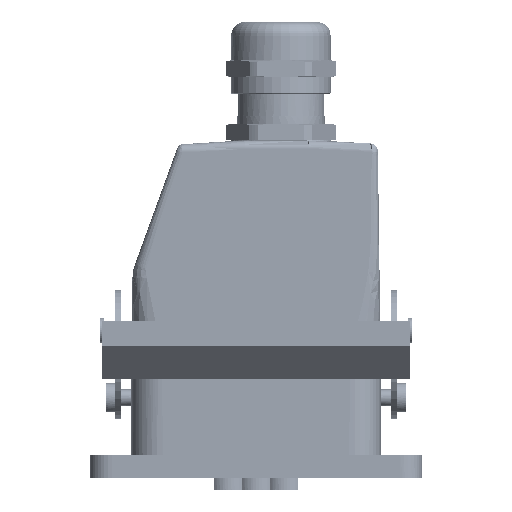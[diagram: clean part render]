
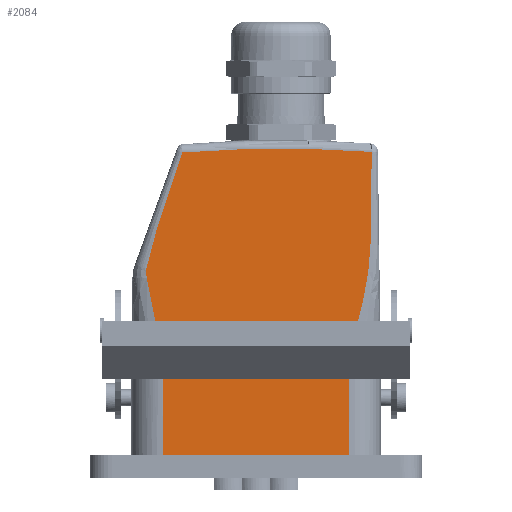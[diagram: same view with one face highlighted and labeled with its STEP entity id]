
A CAD part, left-side view. The second image highlights one B-rep face of the part: STEP entity #2084.
In plain terms, the highlighted planar face has unit normal (-1, 0, 0).
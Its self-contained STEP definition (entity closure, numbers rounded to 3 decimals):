
#1931=AXIS2_PLACEMENT_3D('Plane Axis2P3D',#1928,#1929,#1930) ;
#1991=AXIS2_PLACEMENT_3D('Circle Axis2P3D',#1989,#1990,$) ;
#1928=CARTESIAN_POINT('Axis2P3D Location',(19.5,10.,26.7)) ;
#1933=CARTESIAN_POINT('Line Origine',(19.5,17.5,20.3)) ;
#1937=CARTESIAN_POINT('Vertex',(19.5,17.5,8.4)) ;
#1939=CARTESIAN_POINT('Vertex',(19.5,17.5,32.2)) ;
#1942=CARTESIAN_POINT('Line Origine',(19.5,17.488,32.2)) ;
#1946=CARTESIAN_POINT('Vertex',(19.5,17.477,32.2)) ;
#1950=CARTESIAN_POINT('Control Point',(19.5,12.143,81.397)) ;
#1951=CARTESIAN_POINT('Control Point',(19.5,12.143,81.312)) ;
#1952=CARTESIAN_POINT('Control Point',(19.5,12.142,81.227)) ;
#1953=CARTESIAN_POINT('Control Point',(19.5,12.142,81.168)) ;
#1954=CARTESIAN_POINT('Control Point',(19.5,12.141,80.999)) ;
#1955=CARTESIAN_POINT('Control Point',(19.5,12.141,80.825)) ;
#1956=CARTESIAN_POINT('Control Point',(19.5,12.14,80.736)) ;
#1957=CARTESIAN_POINT('Control Point',(19.5,12.14,80.571)) ;
#1958=CARTESIAN_POINT('Control Point',(19.5,12.139,80.414)) ;
#1959=CARTESIAN_POINT('Control Point',(19.5,12.139,80.334)) ;
#1960=CARTESIAN_POINT('Control Point',(19.5,12.131,77.295)) ;
#1961=CARTESIAN_POINT('Control Point',(19.5,12.138,74.256)) ;
#1962=CARTESIAN_POINT('Control Point',(19.5,12.173,71.298)) ;
#1963=CARTESIAN_POINT('Control Point',(19.5,12.213,68.136)) ;
#1964=CARTESIAN_POINT('Control Point',(19.5,12.273,64.975)) ;
#1965=CARTESIAN_POINT('Control Point',(19.5,12.28,64.627)) ;
#1966=CARTESIAN_POINT('Control Point',(19.5,12.294,63.928)) ;
#1967=CARTESIAN_POINT('Control Point',(19.5,12.309,63.231)) ;
#1968=CARTESIAN_POINT('Control Point',(19.5,12.32,62.778)) ;
#1969=CARTESIAN_POINT('Control Point',(19.5,12.337,62.094)) ;
#1970=CARTESIAN_POINT('Control Point',(19.5,12.356,61.398)) ;
#1971=CARTESIAN_POINT('Control Point',(19.5,12.362,61.185)) ;
#1972=CARTESIAN_POINT('Control Point',(19.5,12.374,60.756)) ;
#1973=CARTESIAN_POINT('Control Point',(19.5,12.388,60.324)) ;
#1974=CARTESIAN_POINT('Control Point',(19.5,12.395,60.108)) ;
#1975=CARTESIAN_POINT('Control Point',(19.5,12.458,58.276)) ;
#1976=CARTESIAN_POINT('Control Point',(19.5,12.551,56.446)) ;
#1977=CARTESIAN_POINT('Control Point',(19.5,12.682,54.834)) ;
#1978=CARTESIAN_POINT('Control Point',(19.5,13.076,51.405)) ;
#1979=CARTESIAN_POINT('Control Point',(19.5,13.691,48.002)) ;
#1980=CARTESIAN_POINT('Control Point',(19.5,14.073,46.202)) ;
#1981=CARTESIAN_POINT('Control Point',(19.5,14.976,42.323)) ;
#1982=CARTESIAN_POINT('Control Point',(19.5,15.961,38.461)) ;
#1983=CARTESIAN_POINT('Control Point',(19.5,16.49,36.376)) ;
#1984=CARTESIAN_POINT('Control Point',(19.5,16.991,34.289)) ;
#1985=CARTESIAN_POINT('Control Point',(19.5,17.477,32.2)) ;
#1986=CARTESIAN_POINT('Vertex',(19.5,12.143,81.397)) ;
#1989=CARTESIAN_POINT('Axis2P3D Location',(19.5,34.,-215.8)) ;
#1993=CARTESIAN_POINT('Vertex',(19.5,57.75,81.252)) ;
#1997=CARTESIAN_POINT('Control Point',(19.5,57.751,81.252)) ;
#1998=CARTESIAN_POINT('Control Point',(19.5,57.798,81.116)) ;
#1999=CARTESIAN_POINT('Control Point',(19.5,57.846,80.979)) ;
#2000=CARTESIAN_POINT('Control Point',(19.5,57.894,80.842)) ;
#2001=CARTESIAN_POINT('Control Point',(19.5,57.99,80.568)) ;
#2002=CARTESIAN_POINT('Control Point',(19.5,58.087,80.292)) ;
#2003=CARTESIAN_POINT('Control Point',(19.5,58.135,80.153)) ;
#2004=CARTESIAN_POINT('Control Point',(19.5,59.057,77.516)) ;
#2005=CARTESIAN_POINT('Control Point',(19.5,59.965,74.872)) ;
#2006=CARTESIAN_POINT('Control Point',(19.5,60.805,72.356)) ;
#2007=CARTESIAN_POINT('Control Point',(19.5,61.703,69.646)) ;
#2008=CARTESIAN_POINT('Control Point',(19.5,62.583,66.93)) ;
#2009=CARTESIAN_POINT('Control Point',(19.5,62.646,66.735)) ;
#2010=CARTESIAN_POINT('Control Point',(19.5,62.885,65.995)) ;
#2011=CARTESIAN_POINT('Control Point',(19.5,63.12,65.259)) ;
#2012=CARTESIAN_POINT('Control Point',(19.5,63.292,64.721)) ;
#2013=CARTESIAN_POINT('Control Point',(19.5,63.619,63.684)) ;
#2014=CARTESIAN_POINT('Control Point',(19.5,63.942,62.638)) ;
#2015=CARTESIAN_POINT('Control Point',(19.5,64.094,62.14)) ;
#2016=CARTESIAN_POINT('Control Point',(19.5,64.522,60.716)) ;
#2017=CARTESIAN_POINT('Control Point',(19.5,64.93,59.286)) ;
#2018=CARTESIAN_POINT('Control Point',(19.5,65.184,58.354)) ;
#2019=CARTESIAN_POINT('Control Point',(19.5,65.591,56.784)) ;
#2020=CARTESIAN_POINT('Control Point',(19.5,65.964,55.206)) ;
#2021=CARTESIAN_POINT('Control Point',(19.5,66.11,54.564)) ;
#2022=CARTESIAN_POINT('Control Point',(19.5,66.249,53.923)) ;
#2023=CARTESIAN_POINT('Control Point',(19.5,66.383,53.282)) ;
#2024=CARTESIAN_POINT('Vertex',(19.5,66.383,53.282)) ;
#2028=CARTESIAN_POINT('Control Point',(19.5,66.383,53.282)) ;
#2029=CARTESIAN_POINT('Control Point',(19.5,66.452,52.813)) ;
#2030=CARTESIAN_POINT('Control Point',(19.5,66.478,52.338)) ;
#2031=CARTESIAN_POINT('Control Point',(19.5,66.457,51.865)) ;
#2032=CARTESIAN_POINT('Control Point',(19.5,66.388,51.401)) ;
#2033=CARTESIAN_POINT('Control Point',(19.5,66.273,50.954)) ;
#2034=CARTESIAN_POINT('Vertex',(19.5,66.273,50.954)) ;
#2038=CARTESIAN_POINT('Control Point',(19.5,66.273,50.954)) ;
#2039=CARTESIAN_POINT('Control Point',(19.5,65.96,49.043)) ;
#2040=CARTESIAN_POINT('Control Point',(19.5,65.61,47.135)) ;
#2041=CARTESIAN_POINT('Control Point',(19.5,65.232,45.235)) ;
#2042=CARTESIAN_POINT('Control Point',(19.5,64.702,42.684)) ;
#2043=CARTESIAN_POINT('Control Point',(19.5,64.162,40.129)) ;
#2044=CARTESIAN_POINT('Control Point',(19.5,63.917,38.97)) ;
#2045=CARTESIAN_POINT('Control Point',(19.5,63.544,37.203)) ;
#2046=CARTESIAN_POINT('Control Point',(19.5,63.176,35.439)) ;
#2047=CARTESIAN_POINT('Control Point',(19.5,62.961,34.393)) ;
#2048=CARTESIAN_POINT('Control Point',(19.5,62.74,33.301)) ;
#2049=CARTESIAN_POINT('Control Point',(19.5,62.52,32.2)) ;
#2050=CARTESIAN_POINT('Vertex',(19.5,62.52,32.2)) ;
#2053=CARTESIAN_POINT('Line Origine',(19.5,62.51,32.2)) ;
#2057=CARTESIAN_POINT('Vertex',(19.5,62.5,32.2)) ;
#2060=CARTESIAN_POINT('Line Origine',(19.5,62.5,20.3)) ;
#2064=CARTESIAN_POINT('Vertex',(19.5,62.5,8.4)) ;
#2067=CARTESIAN_POINT('Line Origine',(19.5,40.,8.4)) ;
#1929=DIRECTION('Axis2P3D Direction',(-1.,0.,0.)) ;
#1930=DIRECTION('Axis2P3D XDirection',(0.,1.,0.)) ;
#1934=DIRECTION('Vector Direction',(0.,0.,1.)) ;
#1943=DIRECTION('Vector Direction',(0.,-1.,0.)) ;
#1990=DIRECTION('Axis2P3D Direction',(-1.,0.,0.)) ;
#2054=DIRECTION('Vector Direction',(0.,-1.,0.)) ;
#2061=DIRECTION('Vector Direction',(0.,0.,-1.)) ;
#2068=DIRECTION('Vector Direction',(0.,1.,0.)) ;
#1935=VECTOR('Line Direction',#1934,1.) ;
#1944=VECTOR('Line Direction',#1943,1.) ;
#2055=VECTOR('Line Direction',#2054,1.) ;
#2062=VECTOR('Line Direction',#2061,1.) ;
#2069=VECTOR('Line Direction',#2068,1.) ;
#2073=ORIENTED_EDGE('',*,*,#1941,.T.) ;
#2074=ORIENTED_EDGE('',*,*,#1948,.T.) ;
#2075=ORIENTED_EDGE('',*,*,#1988,.T.) ;
#2076=ORIENTED_EDGE('',*,*,#1995,.T.) ;
#2077=ORIENTED_EDGE('',*,*,#2026,.F.) ;
#2078=ORIENTED_EDGE('',*,*,#2036,.F.) ;
#2079=ORIENTED_EDGE('',*,*,#2052,.F.) ;
#2080=ORIENTED_EDGE('',*,*,#2059,.T.) ;
#2081=ORIENTED_EDGE('',*,*,#2066,.F.) ;
#2082=ORIENTED_EDGE('',*,*,#2071,.F.) ;
#2084=ADVANCED_FACE('Hauptk\X2\00F6\X0\rper',(#2083),#1932,.T.) ;
#1949=B_SPLINE_CURVE_WITH_KNOTS('',5,(#1950,#1951,#1952,#1953,#1954,#1955,#1956,#1957,#1958,#1959,#1960,#1961,#1962,#1963,#1964,#1965,#1966,#1967,#1968,#1969,#1970,#1971,#1972,#1973,#1974,#1975,#1976,#1977,#1978,#1979,#1980,#1981,#1982,#1983,#1984,#1985),.UNSPECIFIED.,.F.,.U.,(6,3,3,3,3,3,3,3,3,3,3,6),(0.,0.602,1.16,1.726,22.663,24.11,27.606,29.135,30.664,42.109,55.061,70.189),.UNSPECIFIED.) ;
#1996=B_SPLINE_CURVE_WITH_KNOTS('',5,(#1997,#1998,#1999,#2000,#2001,#2002,#2003,#2004,#2005,#2006,#2007,#2008,#2009,#2010,#2011,#2012,#2013,#2014,#2015,#2016,#2017,#2018,#2019,#2020,#2021,#2022,#2023),.UNSPECIFIED.,.F.,.U.,(6,3,3,3,3,3,3,3,6),(0.,1.035,2.071,20.777,22.232,26.274,29.953,36.781,41.421),.UNSPECIFIED.) ;
#2027=B_SPLINE_CURVE_WITH_KNOTS('',5,(#2028,#2029,#2030,#2031,#2032,#2033),.UNSPECIFIED.,.F.,.U.,(6,6),(0.,3.318),.UNSPECIFIED.) ;
#2037=B_SPLINE_CURVE_WITH_KNOTS('',5,(#2038,#2039,#2040,#2041,#2042,#2043,#2044,#2045,#2046,#2047,#2048,#2049),.UNSPECIFIED.,.F.,.U.,(6,3,3,6),(0.,13.689,18.394,26.386),.UNSPECIFIED.) ;
#1992=CIRCLE('generated circle',#1991,298.) ;
#1941=EDGE_CURVE('',#1938,#1940,#1936,.T.) ;
#1948=EDGE_CURVE('',#1940,#1947,#1945,.T.) ;
#1988=EDGE_CURVE('',#1947,#1987,#1949,.F.) ;
#1995=EDGE_CURVE('',#1987,#1994,#1992,.T.) ;
#2026=EDGE_CURVE('',#2025,#1994,#1996,.F.) ;
#2036=EDGE_CURVE('',#2035,#2025,#2027,.F.) ;
#2052=EDGE_CURVE('',#2051,#2035,#2037,.F.) ;
#2059=EDGE_CURVE('',#2051,#2058,#2056,.T.) ;
#2066=EDGE_CURVE('',#2065,#2058,#2063,.F.) ;
#2071=EDGE_CURVE('',#1938,#2065,#2070,.T.) ;
#2072=EDGE_LOOP('',(#2073,#2074,#2075,#2076,#2077,#2078,#2079,#2080,#2081,#2082)) ;
#2083=FACE_OUTER_BOUND('',#2072,.T.) ;
#1936=LINE('Line',#1933,#1935) ;
#1945=LINE('Line',#1942,#1944) ;
#2056=LINE('Line',#2053,#2055) ;
#2063=LINE('Line',#2060,#2062) ;
#2070=LINE('Line',#2067,#2069) ;
#1932=PLANE('',#1931) ;
#1938=VERTEX_POINT('',#1937) ;
#1940=VERTEX_POINT('',#1939) ;
#1947=VERTEX_POINT('',#1946) ;
#1987=VERTEX_POINT('',#1986) ;
#1994=VERTEX_POINT('',#1993) ;
#2025=VERTEX_POINT('',#2024) ;
#2035=VERTEX_POINT('',#2034) ;
#2051=VERTEX_POINT('',#2050) ;
#2058=VERTEX_POINT('',#2057) ;
#2065=VERTEX_POINT('',#2064) ;
